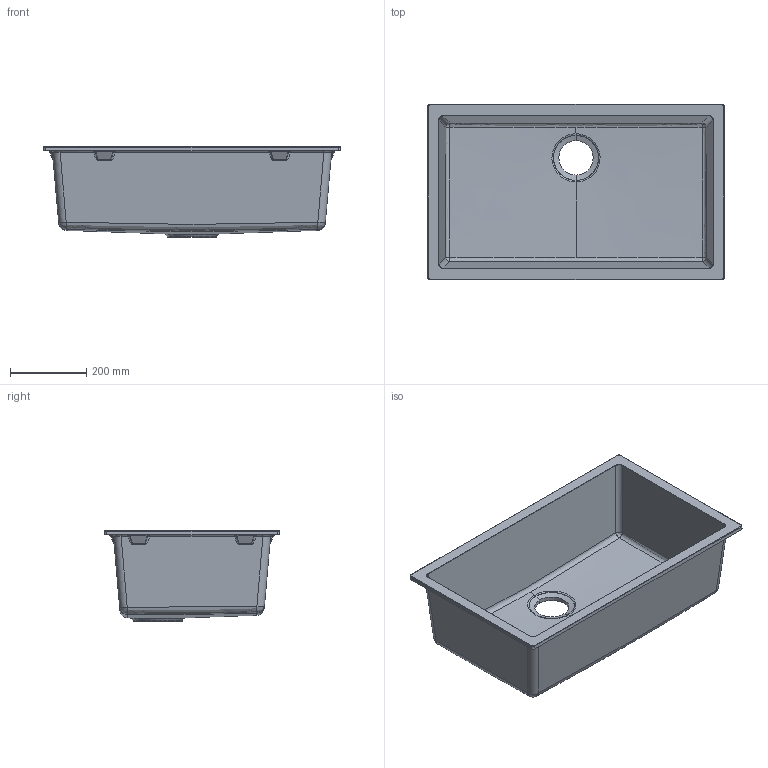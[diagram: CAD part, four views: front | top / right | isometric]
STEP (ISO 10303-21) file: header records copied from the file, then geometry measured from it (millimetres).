
FILE_DESCRIPTION(/* description */ (''),/* implementation_level */ '2;1');
FILE_NAME(/* name */ 'STEP - RAE N100L_2411004',/* time_stamp */ '2023-11-28T16:54:23+11:00',/* author */ (''),/* organization */ (''),/* preprocessor_version */ 'ST-DEVELOPER v16.5',/* originating_system */ 'Rhino 7.23',/* authorisation */ '');
FILE_SCHEMA (('AUTOMOTIVE_DESIGN'));
Length unit declared in the file: millimetre
Products named in the file (1): Document
Bounding box: 780 x 460 x 237.54 mm (x, y, z)
Volume: 6338135.3 mm3; surface area: 1540565.8 mm2
Topology: 1 solids, 1 shells, 241 faces, 552 edges, 314 vertices
Faces by surface type: bspline 120, cylinder 82, plane 39
Entity records: 10097 total; most frequent: CARTESIAN_POINT 6775, ORIENTED_EDGE 1104, EDGE_CURVE 552, VERTEX_POINT 314, EDGE_LOOP 244, ADVANCED_FACE 241, FACE_OUTER_BOUND 241, B_SPLINE_CURVE_WITH_KNOTS 226
